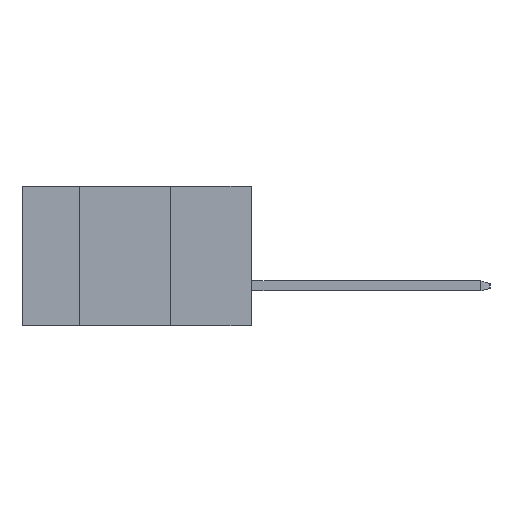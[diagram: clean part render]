
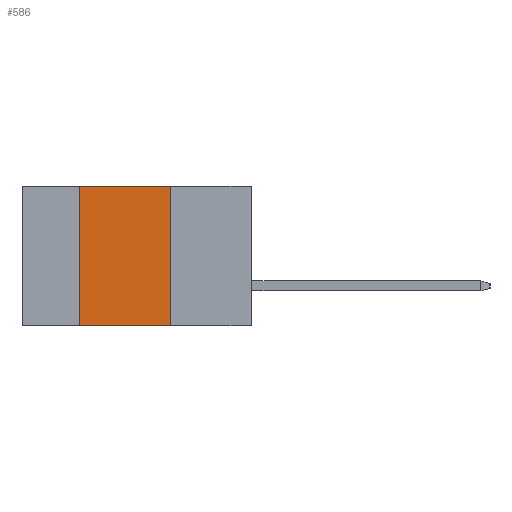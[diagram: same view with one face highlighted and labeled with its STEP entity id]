
A CAD part, left-side view. The second image highlights one B-rep face of the part: STEP entity #586.
In plain terms, the highlighted planar face has unit normal (-1, 0, 0).
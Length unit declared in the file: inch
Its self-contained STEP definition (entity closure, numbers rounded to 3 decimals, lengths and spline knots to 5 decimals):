
#356 = EDGE_CURVE ( 'NONE', #6784, #10474, #6598, .T. ) ;
#418 = DIRECTION ( 'NONE',  ( 0., 0., -1. ) ) ;
#469 = PLANE ( 'NONE',  #859 ) ;
#586 = ADVANCED_FACE ( 'NONE', ( #1174 ), #469, .F. ) ;
#859 = AXIS2_PLACEMENT_3D ( 'NONE', #5446, #2925, #418 ) ;
#1013 = VECTOR ( 'NONE', #2451, 39.37008 ) ;
#1174 = FACE_OUTER_BOUND ( 'NONE', #2376, .T. ) ;
#1304 = VERTEX_POINT ( 'NONE', #8693 ) ;
#1329 = ORIENTED_EDGE ( 'NONE', *, *, #356, .F. ) ;
#1959 = VECTOR ( 'NONE', #6670, 39.37008 ) ;
#2376 = EDGE_LOOP ( 'NONE', ( #6493, #1329, #9784, #8360 ) ) ;
#2451 = DIRECTION ( 'NONE',  ( 0., -1., 0. ) ) ;
#2815 = VECTOR ( 'NONE', #9622, 39.37008 ) ;
#2848 = CARTESIAN_POINT ( 'NONE',  ( 0., 0.254, -0.437 ) ) ;
#2925 = DIRECTION ( 'NONE',  ( 1., 0., 0. ) ) ;
#3167 = LINE ( 'NONE', #9842, #2815 ) ;
#3444 = CARTESIAN_POINT ( 'NONE',  ( 0., 0.54, -0.437 ) ) ;
#3839 = VECTOR ( 'NONE', #8578, 39.37008 ) ;
#4155 = CARTESIAN_POINT ( 'NONE',  ( 0., 0.54, -0.437 ) ) ;
#4296 = EDGE_CURVE ( 'NONE', #6109, #1304, #3167, .T. ) ;
#4630 = CARTESIAN_POINT ( 'NONE',  ( 0., 0.254, 0. ) ) ;
#4660 = EDGE_CURVE ( 'NONE', #6109, #6784, #4975, .T. ) ;
#4975 = LINE ( 'NONE', #3444, #1959 ) ;
#5446 = CARTESIAN_POINT ( 'NONE',  ( 0., 0.72, 0. ) ) ;
#6109 = VERTEX_POINT ( 'NONE', #4155 ) ;
#6493 = ORIENTED_EDGE ( 'NONE', *, *, #7449, .F. ) ;
#6598 = LINE ( 'NONE', #9933, #1013 ) ;
#6670 = DIRECTION ( 'NONE',  ( 0., 0., 1. ) ) ;
#6784 = VERTEX_POINT ( 'NONE', #8000 ) ;
#7449 = EDGE_CURVE ( 'NONE', #10474, #1304, #10257, .T. ) ;
#8000 = CARTESIAN_POINT ( 'NONE',  ( 0., 0.54, 0. ) ) ;
#8360 = ORIENTED_EDGE ( 'NONE', *, *, #4296, .T. ) ;
#8578 = DIRECTION ( 'NONE',  ( 0., 0., -1. ) ) ;
#8693 = CARTESIAN_POINT ( 'NONE',  ( 0., 0.254, -0.437 ) ) ;
#9622 = DIRECTION ( 'NONE',  ( 0., -1., 0. ) ) ;
#9784 = ORIENTED_EDGE ( 'NONE', *, *, #4660, .F. ) ;
#9842 = CARTESIAN_POINT ( 'NONE',  ( 0., 0.72, -0.437 ) ) ;
#9933 = CARTESIAN_POINT ( 'NONE',  ( 0., 0.72, 0. ) ) ;
#10257 = LINE ( 'NONE', #2848, #3839 ) ;
#10474 = VERTEX_POINT ( 'NONE', #4630 ) ;
